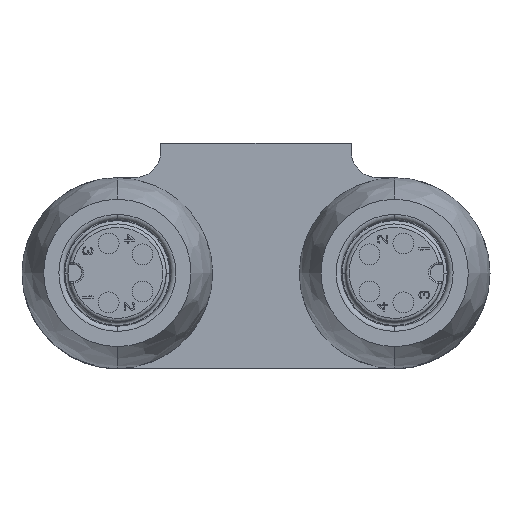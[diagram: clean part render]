
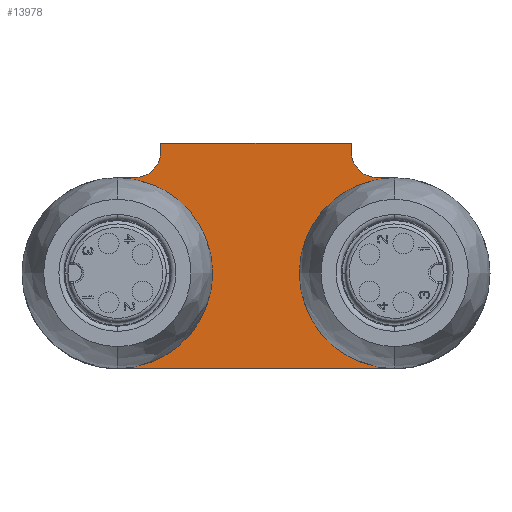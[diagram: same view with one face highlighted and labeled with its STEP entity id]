
A CAD part, top view. The second image highlights one B-rep face of the part: STEP entity #13978.
In plain terms, the highlighted planar face has unit normal (0, 0, 1).
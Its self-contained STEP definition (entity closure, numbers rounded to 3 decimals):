
#84=DIRECTION('',(1.,0.,0.));
#85=VECTOR('',#84,16.);
#86=CARTESIAN_POINT('',(-8.,-5.5,9.5));
#87=LINE('',#86,#85);
#114=CARTESIAN_POINT('',(-8.,0.,9.5));
#115=DIRECTION('',(0.,0.,1.));
#116=DIRECTION('',(0.,-1.,0.));
#117=AXIS2_PLACEMENT_3D('',#114,#115,#116);
#119=CARTESIAN_POINT('',(-7.045,5.5,9.5));
#120=CARTESIAN_POINT('',(-6.918,5.5,9.5));
#121=CARTESIAN_POINT('',(-6.693,5.529,9.5));
#122=CARTESIAN_POINT('',(-6.313,5.656,9.5));
#123=CARTESIAN_POINT('',(-5.936,5.913,9.5));
#124=CARTESIAN_POINT('',(-5.666,6.278,9.5));
#125=CARTESIAN_POINT('',(-5.531,6.651,9.5));
#126=CARTESIAN_POINT('',(-5.5,6.873,9.5));
#127=CARTESIAN_POINT('',(-5.5,7.,9.5));
#129=DIRECTION('',(0.,1.,0.));
#130=VECTOR('',#129,0.5);
#131=CARTESIAN_POINT('',(-5.5,7.,9.5));
#132=LINE('',#131,#130);
#133=DIRECTION('',(1.,0.,0.));
#134=VECTOR('',#133,11.);
#135=CARTESIAN_POINT('',(-5.5,7.5,9.5));
#136=LINE('',#135,#134);
#137=CARTESIAN_POINT('',(5.5,7.,9.5));
#138=CARTESIAN_POINT('',(5.5,6.873,9.5));
#139=CARTESIAN_POINT('',(5.531,6.651,9.5));
#140=CARTESIAN_POINT('',(5.666,6.278,9.5));
#141=CARTESIAN_POINT('',(5.936,5.913,9.5));
#142=CARTESIAN_POINT('',(6.313,5.656,9.5));
#143=CARTESIAN_POINT('',(6.693,5.529,9.5));
#144=CARTESIAN_POINT('',(6.918,5.5,9.5));
#145=CARTESIAN_POINT('',(7.045,5.5,9.5));
#147=CARTESIAN_POINT('',(8.,0.,9.5));
#148=DIRECTION('',(0.,0.,1.));
#149=DIRECTION('',(0.,1.,0.));
#150=AXIS2_PLACEMENT_3D('',#147,#148,#149);
#2054=DIRECTION('',(-1.,0.,0.));
#2055=VECTOR('',#2054,0.955);
#2056=CARTESIAN_POINT('',(8.,5.5,9.5));
#2057=LINE('',#2056,#2055);
#2071=DIRECTION('',(-1.,0.,0.));
#2072=VECTOR('',#2071,0.955);
#2073=CARTESIAN_POINT('',(-7.045,5.5,9.5));
#2074=LINE('',#2073,#2072);
#10314=DIRECTION('',(0.,1.,0.));
#10315=VECTOR('',#10314,0.5);
#10316=CARTESIAN_POINT('',(5.5,7.,9.5));
#10317=LINE('',#10316,#10315);
#13126=CARTESIAN_POINT('',(-8.,-5.5,
9.5));
#13128=VERTEX_POINT('',#13126);
#13130=CARTESIAN_POINT('',(8.,-5.5,
9.5));
#13131=VERTEX_POINT('',#13130);
#13161=CARTESIAN_POINT('',(-8.,5.5,
9.5));
#13162=VERTEX_POINT('',#13161);
#13195=CARTESIAN_POINT('',(-7.045,5.5,9.5));
#13196=VERTEX_POINT('',#13195);
#13197=VERTEX_POINT('',#127);
#13198=CARTESIAN_POINT('',(-5.5,7.5,9.5));
#13199=VERTEX_POINT('',#13198);
#13200=CARTESIAN_POINT('',(5.5,7.5,9.5));
#13201=VERTEX_POINT('',#13200);
#13202=CARTESIAN_POINT('',(5.5,7.,9.5));
#13203=VERTEX_POINT('',#13202);
#13204=VERTEX_POINT('',#145);
#13205=CARTESIAN_POINT('',(8.,5.5,9.5));
#13206=VERTEX_POINT('',#13205);
#13952=CARTESIAN_POINT('',(0.,0.,9.5));
#13953=DIRECTION('',(0.,0.,-1.));
#13954=DIRECTION('',(-1.,0.,0.));
#13955=AXIS2_PLACEMENT_3D('',#13952,#13953,#13954);
#13956=PLANE('',#13955);
#13958=ORIENTED_EDGE('',*,*,#13957,.T.);
#13960=ORIENTED_EDGE('',*,*,#13959,.F.);
#13962=ORIENTED_EDGE('',*,*,#13961,.T.);
#13964=ORIENTED_EDGE('',*,*,#13963,.T.);
#13966=ORIENTED_EDGE('',*,*,#13965,.T.);
#13968=ORIENTED_EDGE('',*,*,#13967,.F.);
#13970=ORIENTED_EDGE('',*,*,#13969,.T.);
#13972=ORIENTED_EDGE('',*,*,#13971,.F.);
#13974=ORIENTED_EDGE('',*,*,#13973,.T.);
#13975=ORIENTED_EDGE('',*,*,#13913,.F.);
#13976=EDGE_LOOP('',(#13958,#13960,#13962,#13964,#13966,#13968,#13970,#13972,
#13974,#13975));
#13977=FACE_OUTER_BOUND('',#13976,.F.);
#13978=ADVANCED_FACE('',(#13977),#13956,.F.);
#118=CIRCLE('',#117,5.5);
#128=B_SPLINE_CURVE_WITH_KNOTS('',3,(#119,#120,#121,#122,#123,#124,#125,#126,
#127),.UNSPECIFIED.,.F.,.F.,(4,1,1,1,1,1,4),(0.,0.125,0.25,0.5,0.75,
0.875,1.),.UNSPECIFIED.);
#146=B_SPLINE_CURVE_WITH_KNOTS('',3,(#137,#138,#139,#140,#141,#142,#143,#144,
#145),.UNSPECIFIED.,.F.,.F.,(4,1,1,1,1,1,4),(0.,0.125,0.25,0.5,0.75,
0.875,1.),.UNSPECIFIED.);
#151=CIRCLE('',#150,5.5);
#13913=EDGE_CURVE('',#13128,#13131,#87,.T.);
#13957=EDGE_CURVE('',#13128,#13162,#118,.T.);
#13959=EDGE_CURVE('',#13196,#13162,#2074,.T.);
#13961=EDGE_CURVE('',#13196,#13197,#128,.T.);
#13963=EDGE_CURVE('',#13197,#13199,#132,.T.);
#13965=EDGE_CURVE('',#13199,#13201,#136,.T.);
#13967=EDGE_CURVE('',#13203,#13201,#10317,.T.);
#13969=EDGE_CURVE('',#13203,#13204,#146,.T.);
#13971=EDGE_CURVE('',#13206,#13204,#2057,.T.);
#13973=EDGE_CURVE('',#13206,#13131,#151,.T.);
